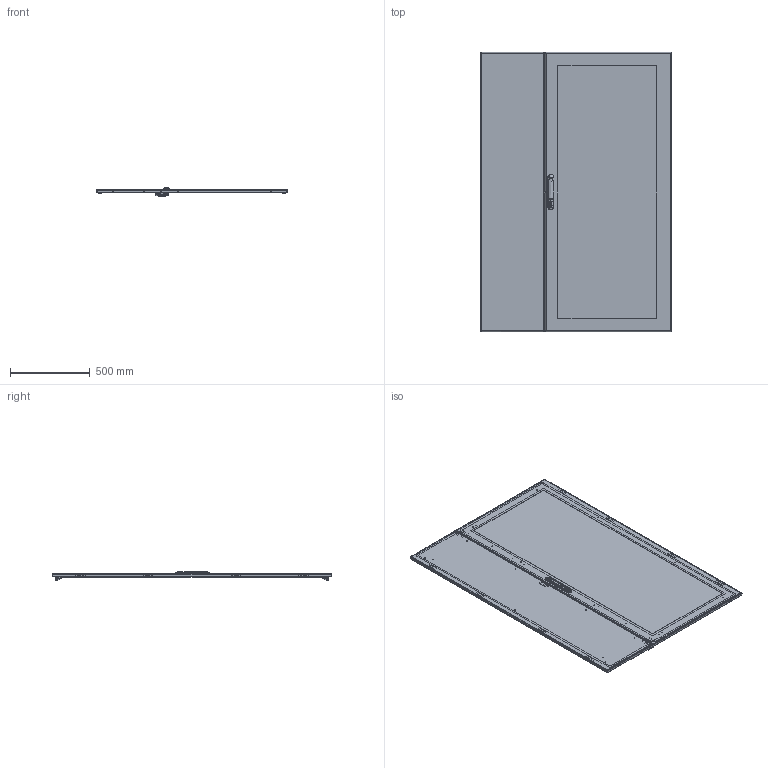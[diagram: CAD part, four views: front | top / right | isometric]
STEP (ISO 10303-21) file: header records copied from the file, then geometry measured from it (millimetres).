
FILE_DESCRIPTION(/* description */ (''),/* implementation_level */ '2;1');
FILE_NAME(/* name */ 'PTDCA180120.stp',/* time_stamp */ '2017-05-30T11:45:44+02:00',/* author */ (''),/* organization */ (''),/* preprocessor_version */ 'ST-DEVELOPER v15',/* originating_system */ 'SIEMENS PLM Software NX 9.0',/* authorisation */ '');
FILE_SCHEMA (('CONFIG_CONTROL_DESIGN'));
Products named in the file (20): Cristal_Assembly_Puerta_Doble_Transparente; Puerta_ActivaTrans_1800x800; 92321_BISAGRA_PUERTA_2M; 91323_PERNO_M5x15; Junta_goma_PA_1800X800; 92322_CIERRE_ARG+; 92346_TERMINACION_VARILLA; 92322_CONTROL_VARILLAS; Varilla plana DP 1800; 91324_PERNO_M5x25; 91323b_PERNO_M5x15; BISAGRA_PUERTA_2M; 91347_PERNO_M8x15c; Junta_goma_PI_1800x400; Puerta_Inactiva_1800x400; CUNA_DOBLE_PUERTA_ARG_stp; 92320_BISAGRA_FONDO_2M; PUERTA_ACTIVA_TRANS_1800_stp; Puerta_inactivaB_1800_stp; ENL18012040PT_DC_stp
Assembly tree (62 placements, depth 3):
  ENL18012040PT_DC_stp
    Puerta_inactivaB_1800_stp
      Puerta_Inactiva_1800x400
      Junta_goma_PI_1800x400
      91347_PERNO_M8x15c  x2
      BISAGRA_PUERTA_2M  x4
      91323b_PERNO_M5x15  x8
      91324_PERNO_M5x25  x2
      Varilla plana DP 1800  x2
      92322_CONTROL_VARILLAS
      92346_TERMINACION_VARILLA  x2
    PUERTA_ACTIVA_TRANS_1800_stp
      Varilla plana DP 1800  x2
      92346_TERMINACION_VARILLA  x2
      92322_CONTROL_VARILLAS
      92322_CIERRE_ARG+
      Junta_goma_PA_1800X800
      91323_PERNO_M5x15  x14
      92321_BISAGRA_PUERTA_2M  x4
      Puerta_ActivaTrans_1800x800
      Cristal_Assembly_Puerta_Doble_Transparente
    92320_BISAGRA_FONDO_2M  x8
    CUNA_DOBLE_PUERTA_ARG_stp  x2
Bounding box: 1194 x 1750 x 60.89 mm (x, y, z)
Volume: 7457513.5 mm3; surface area: 5263801.3 mm2
Topology: 72 solids, 83 shells, 4195 faces, 10749 edges, 6680 vertices
Faces by surface type: plane 2093, cylinder 1194, bspline 755, cone 105, sphere 46, torus 2
Full cylindrical faces by diameter (mm): 5 x24, 6 x4, 6.2 x24, 7 x4, 8 x2, 8.5 x2, 14.5 x16
Entity records: 109825 total; most frequent: CARTESIAN_POINT 52187, ORIENTED_EDGE 13310, DIRECTION 8443, EDGE_CURVE 6655, VERTEX_POINT 4115, AXIS2_PLACEMENT_3D 2963, EDGE_LOOP 2738, ADVANCED_FACE 2622
